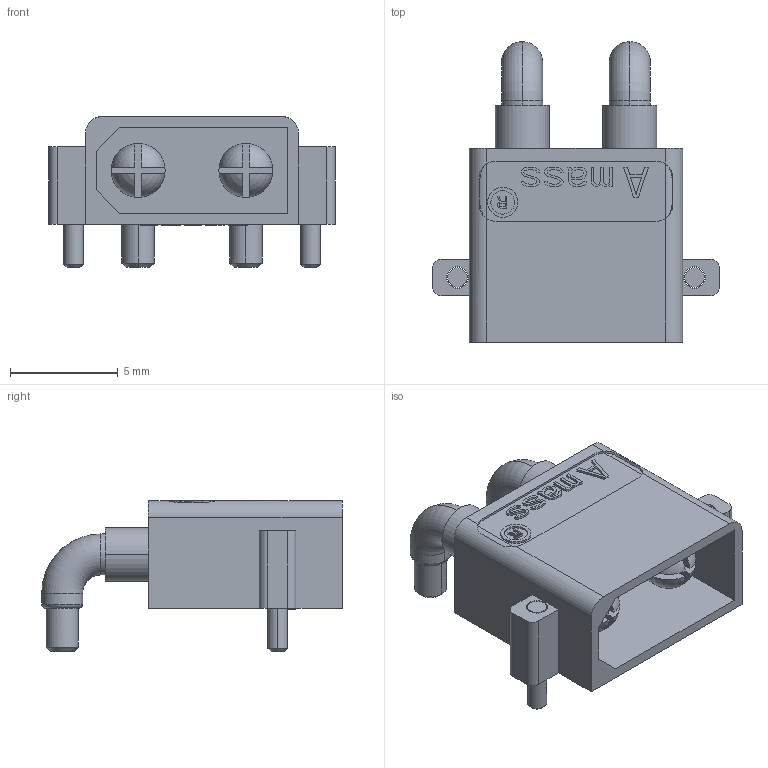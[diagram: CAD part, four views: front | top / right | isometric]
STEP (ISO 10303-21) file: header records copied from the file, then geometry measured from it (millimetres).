
FILE_DESCRIPTION (( 'STEP AP214' ), '1' );
FILE_NAME ('XT30PW-M.STEP', '2024-02-28T04:25:05', ( '' ), ( '' ), 'SwSTEP 2.0', 'SolidWorks 2022', '' );
FILE_SCHEMA (( 'AUTOMOTIVE_DESIGN' ));
Length unit declared in the file: millimetre
Products named in the file (3): CONN-TH_XT30PW-M^CN1_3D_PCB1_2024-02-28(2)_3D_PCB1_2024-02-28; XT30PW-M; COMPOUND^CONN-TH_XT30PW-M_CN1_3D_PCB1_2024-02-28(2)_3D_PCB1_2024-02-28
Assembly tree (2 placements, depth 3):
  XT30PW-M
    CONN-TH_XT30PW-M^CN1_3D_PCB1_2024-02-28(2)_3D_PCB1_2024-02-28
      COMPOUND^CONN-TH_XT30PW-M_CN1_3D_PCB1_2024-02-28(2)_3D_PCB1_2024-02-28
Bounding box: 13.3 x 13.95 x 7 mm (x, y, z)
Volume: 313.6 mm3; surface area: 866.8 mm2
Topology: 3 solids, 3 shells, 699 faces, 1930 edges, 1276 vertices
Faces by surface type: plane 609, cylinder 54, cone 12, torus 12, sphere 8, bspline 4
Entity records: 22214 total; most frequent: CARTESIAN_POINT 4115, ORIENTED_EDGE 3860, DIRECTION 3496, EDGE_CURVE 1930, LINE 1750, VECTOR 1750, VERTEX_POINT 1276, AXIS2_PLACEMENT_3D 873
